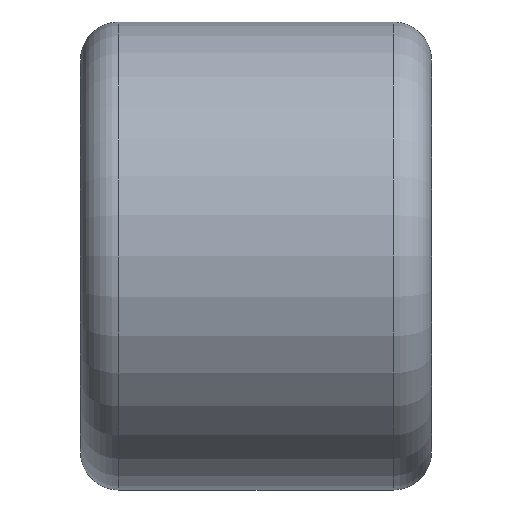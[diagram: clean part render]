
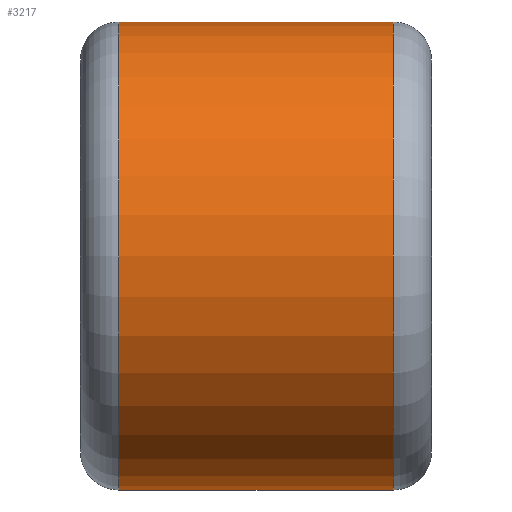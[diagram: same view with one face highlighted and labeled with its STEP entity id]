
A CAD part, front view. The second image highlights one B-rep face of the part: STEP entity #3217.
In plain terms, the highlighted cylindrical face has radius 40 mm (diameter 80 mm), a partial arc.
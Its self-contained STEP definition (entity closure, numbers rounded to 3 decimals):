
#38 = DIRECTION ( 'NONE',  ( -1., 0., 0. ) ) ;
#113 = VERTEX_POINT ( 'NONE', #2558 ) ;
#116 = VERTEX_POINT ( 'NONE', #4023 ) ;
#168 = CIRCLE ( 'NONE', #4562, 40. ) ;
#582 = AXIS2_PLACEMENT_3D ( 'NONE', #1868, #1524, #3437 ) ;
#662 = FACE_OUTER_BOUND ( 'NONE', #3133, .T. ) ;
#673 = EDGE_CURVE ( 'NONE', #1285, #116, #4288, .T. ) ;
#959 = VERTEX_POINT ( 'NONE', #4046 ) ;
#1091 = CARTESIAN_POINT ( 'NONE',  ( -57.637, 0., 291.987 ) ) ;
#1253 = LINE ( 'NONE', #1655, #3230 ) ;
#1285 = VERTEX_POINT ( 'NONE', #2075 ) ;
#1299 = EDGE_CURVE ( 'NONE', #116, #959, #168, .T. ) ;
#1353 = CIRCLE ( 'NONE', #582, 40. ) ;
#1384 = CYLINDRICAL_SURFACE ( 'NONE', #3814, 40. ) ;
#1452 = DIRECTION ( 'NONE',  ( 0., 0., 1. ) ) ;
#1524 = DIRECTION ( 'NONE',  ( -1., 0., 0. ) ) ;
#1610 = DIRECTION ( 'NONE',  ( -1., 0., 0. ) ) ;
#1655 = CARTESIAN_POINT ( 'NONE',  ( -57.637, 0., 251.987 ) ) ;
#1722 = VECTOR ( 'NONE', #38, 1000. ) ;
#1868 = CARTESIAN_POINT ( 'NONE',  ( 23.5, 0., 291.987 ) ) ;
#1899 = ORIENTED_EDGE ( 'NONE', *, *, #673, .T. ) ;
#1961 = EDGE_CURVE ( 'NONE', #113, #1285, #1353, .T. ) ;
#2075 = CARTESIAN_POINT ( 'NONE',  ( 23.5, 0., 331.987 ) ) ;
#2484 = DIRECTION ( 'NONE',  ( -1., 0., 0. ) ) ;
#2558 = CARTESIAN_POINT ( 'NONE',  ( 23.5, 0., 251.987 ) ) ;
#2813 = EDGE_CURVE ( 'NONE', #113, #959, #1253, .T. ) ;
#3133 = EDGE_LOOP ( 'NONE', ( #3419, #4416, #1899, #3357 ) ) ;
#3162 = CARTESIAN_POINT ( 'NONE',  ( -23.5, 0., 291.987 ) ) ;
#3217 = ADVANCED_FACE ( 'NONE', ( #662 ), #1384, .T. ) ;
#3230 = VECTOR ( 'NONE', #1610, 1000. ) ;
#3357 = ORIENTED_EDGE ( 'NONE', *, *, #1299, .T. ) ;
#3419 = ORIENTED_EDGE ( 'NONE', *, *, #2813, .F. ) ;
#3437 = DIRECTION ( 'NONE',  ( 0., 0., 1. ) ) ;
#3572 = DIRECTION ( 'NONE',  ( 1., 0., 0. ) ) ;
#3814 = AXIS2_PLACEMENT_3D ( 'NONE', #1091, #2484, #1452 ) ;
#4023 = CARTESIAN_POINT ( 'NONE',  ( -23.5, 0., 331.987 ) ) ;
#4046 = CARTESIAN_POINT ( 'NONE',  ( -23.5, 0., 251.987 ) ) ;
#4218 = DIRECTION ( 'NONE',  ( 0., 0., -1. ) ) ;
#4288 = LINE ( 'NONE', #4365, #1722 ) ;
#4365 = CARTESIAN_POINT ( 'NONE',  ( -57.637, 0., 331.987 ) ) ;
#4416 = ORIENTED_EDGE ( 'NONE', *, *, #1961, .T. ) ;
#4562 = AXIS2_PLACEMENT_3D ( 'NONE', #3162, #3572, #4218 ) ;
